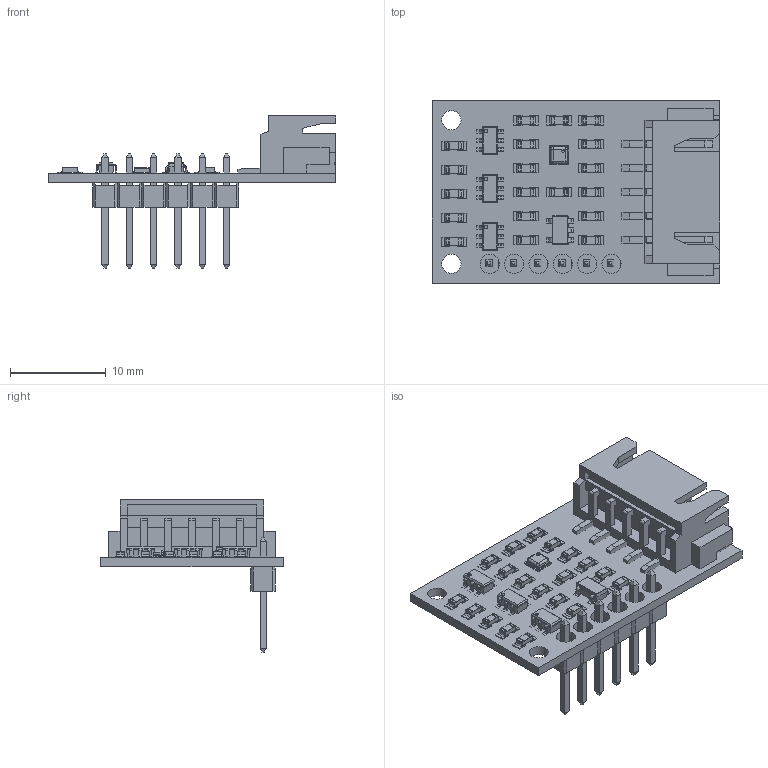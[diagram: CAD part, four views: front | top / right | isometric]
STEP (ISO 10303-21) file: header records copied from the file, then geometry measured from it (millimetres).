
FILE_DESCRIPTION(/* description */ (''),/* implementation_level */ '2;1');
FILE_NAME(/* name */ 'BMP388_Barometer v1.step',/* time_stamp */ '2024-06-30T19:27:18+05:30',/* author */ (''),/* organization */ (''),/* preprocessor_version */ 'ST-DEVELOPER v20',/* originating_system */ 'Autodesk Translation Framework v12.20.1.177',/* authorisation */ '');
FILE_SCHEMA (('AUTOMOTIVE_DESIGN { 1 0 10303 214 3 1 1 }'));
Length unit declared in the file: millimetre
Products named in the file (9): BMP388_Barometer; Base_PCB; JST-XH5-SMD.step; 6-Pin Header - Male - 2.54mm.step (1); 6-Pin Header - Male - 2.54mm.step; SOT23-6.step; smd_0603.step; SOT23-5.stp; Bosch BMP388.step
Assembly tree (29 placements, depth 3):
  BMP388_Barometer
    Base_PCB
    JST-XH5-SMD.step
    6-Pin Header - Male - 2.54mm.step (1)
      6-Pin Header - Male - 2.54mm.step
    smd_0603.step  x20
    SOT23-6.step  x3
    SOT23-5.stp
    Bosch BMP388.step
Bounding box: 30 x 19 x 15.89 mm (x, y, z)
Volume: 1071.9 mm3; surface area: 2928.6 mm2
Topology: 149 solids, 149 shells, 2549 faces, 6047 edges, 3771 vertices
Faces by surface type: plane 1876, cylinder 496, bspline 92, sphere 52, torus 33
Full cylindrical faces by diameter (mm): 0.25 x1, 0.36 x3, 2 x8
Entity records: 31913 total; most frequent: CARTESIAN_POINT 8104, ORIENTED_EDGE 4854, DIRECTION 4654, EDGE_CURVE 2427, LINE 1750, VECTOR 1750, AXIS2_PLACEMENT_3D 1452, VERTEX_POINT 1442
